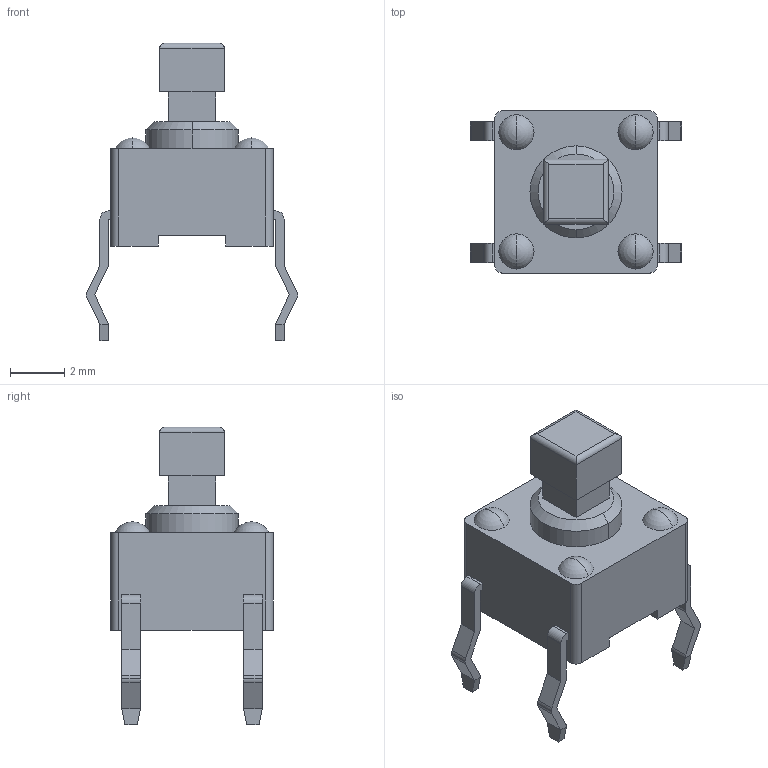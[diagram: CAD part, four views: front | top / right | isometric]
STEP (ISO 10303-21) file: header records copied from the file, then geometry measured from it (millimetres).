
FILE_DESCRIPTION(('STEP AP242'),'1');
FILE_NAME('1825967-1.stp','2022-07-24T10:49:50',('TraceParts'),('TraceParts S.A.'),'Spatial InterOp 3D',' ',' ');
FILE_SCHEMA(('AP242_MANAGED_MODEL_BASED_3D_ENGINEERING_MIM_LF {1 0 10303 442 1 1 4}'));
Length unit declared in the file: millimetre
Products named in the file (1): 1825967-1
Bounding box: 7.8 x 6 x 11 mm (x, y, z)
Volume: 151 mm3; surface area: 239.1 mm2
Topology: 1 solids, 1 shells, 121 faces, 314 edges, 198 vertices
Faces by surface type: plane 81, cylinder 30, sphere 8, cone 2
Entity records: 3653 total; most frequent: CARTESIAN_POINT 666, DIRECTION 616, ORIENTED_EDGE 612, EDGE_CURVE 306, LINE 232, VECTOR 232, VERTEX_POINT 198, AXIS2_PLACEMENT_3D 192
